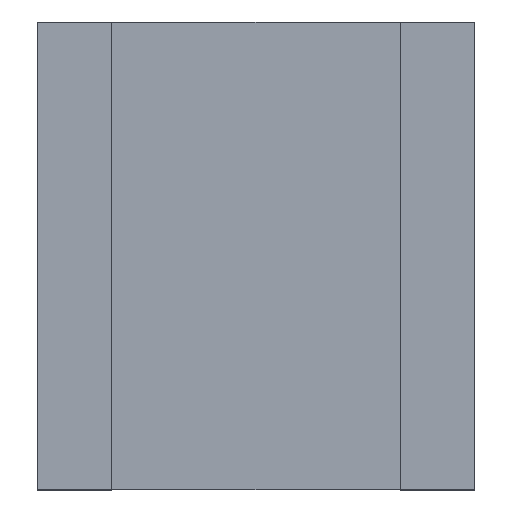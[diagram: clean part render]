
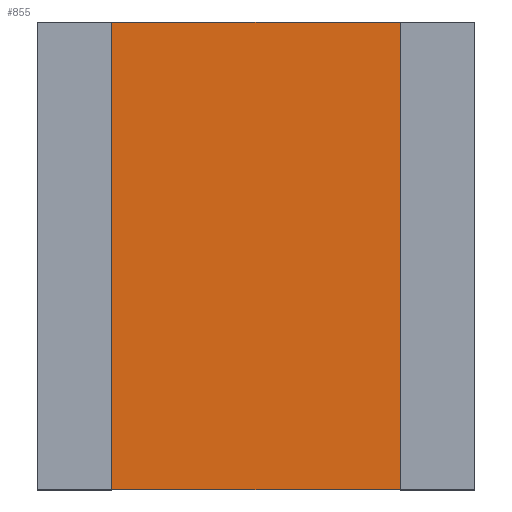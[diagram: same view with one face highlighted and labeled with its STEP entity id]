
A CAD part, top view. The second image highlights one B-rep face of the part: STEP entity #855.
In plain terms, the highlighted planar face has unit normal (0, 0, 1).
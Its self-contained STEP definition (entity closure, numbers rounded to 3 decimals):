
#746 = VERTEX_POINT('',#747);
#747 = CARTESIAN_POINT('',(-2.215,-3.595,1.24));
#753 = EDGE_CURVE('',#754,#746,#756,.T.);
#754 = VERTEX_POINT('',#755);
#755 = CARTESIAN_POINT('',(-2.215,3.595,1.24));
#756 = LINE('',#757,#758);
#757 = CARTESIAN_POINT('',(-2.215,3.595,1.24));
#758 = VECTOR('',#759,1.);
#759 = DIRECTION('',(0.,-1.,0.));
#784 = EDGE_CURVE('',#785,#754,#787,.T.);
#785 = VERTEX_POINT('',#786);
#786 = CARTESIAN_POINT('',(2.215,3.595,1.24));
#787 = LINE('',#788,#789);
#788 = CARTESIAN_POINT('',(-2.215,3.595,1.24));
#789 = VECTOR('',#790,1.);
#790 = DIRECTION('',(-1.,0.,0.));
#815 = EDGE_CURVE('',#816,#785,#818,.T.);
#816 = VERTEX_POINT('',#817);
#817 = CARTESIAN_POINT('',(2.215,-3.595,1.24));
#818 = LINE('',#819,#820);
#819 = CARTESIAN_POINT('',(2.215,3.595,1.24));
#820 = VECTOR('',#821,1.);
#821 = DIRECTION('',(0.,1.,0.));
#844 = EDGE_CURVE('',#746,#816,#845,.T.);
#845 = LINE('',#846,#847);
#846 = CARTESIAN_POINT('',(-2.215,-3.595,1.24));
#847 = VECTOR('',#848,1.);
#848 = DIRECTION('',(1.,0.,0.));
#855 = ADVANCED_FACE('',(#856),#862,.T.);
#856 = FACE_BOUND('',#857,.T.);
#857 = EDGE_LOOP('',(#858,#859,#860,#861));
#858 = ORIENTED_EDGE('',*,*,#753,.T.);
#859 = ORIENTED_EDGE('',*,*,#844,.T.);
#860 = ORIENTED_EDGE('',*,*,#815,.T.);
#861 = ORIENTED_EDGE('',*,*,#784,.T.);
#862 = PLANE('',#863);
#863 = AXIS2_PLACEMENT_3D('',#864,#865,#866);
#864 = CARTESIAN_POINT('',(0.,0.,1.24)
  );
#865 = DIRECTION('',(0.,0.,1.));
#866 = DIRECTION('',(-1.,0.,0.));
